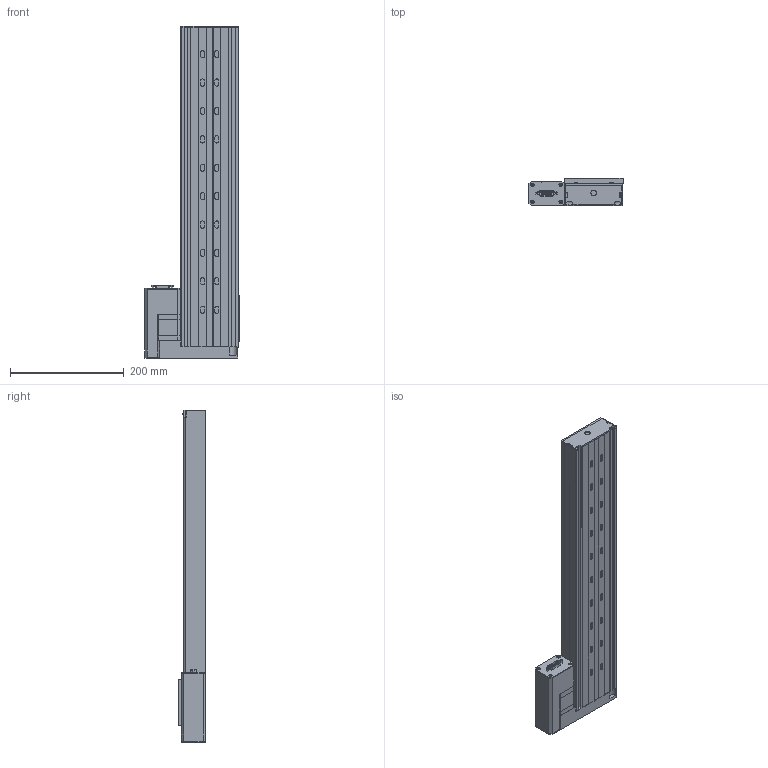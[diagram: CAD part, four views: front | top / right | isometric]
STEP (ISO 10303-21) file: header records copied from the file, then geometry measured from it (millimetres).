
FILE_DESCRIPTION (( 'STEP AP203' ), '1' );
FILE_NAME ('LRQ450xP-E01CT3A.step', '2023-05-17T23:48:59', ( '' ), ( '' ), 'SwSTEP 2.0', 'SolidWorks 2019', '' );
FILE_SCHEMA (( 'CONFIG_CONTROL_DESIGN' ));
Length unit declared in the file: millimetre
Products named in the file (4): NMS17_motor^LRQ_LRQ-T3A; LRQ450xP-E01CT3A; LRQ_carriage^LRQ_LRQ-C; LRQ_base^LRQ_LRQ450P-C
Assembly tree (3 placements, depth 2):
  LRQ450xP-E01CT3A
    LRQ_base^LRQ_LRQ450P-C
    LRQ_carriage^LRQ_LRQ-C
    NMS17_motor^LRQ_LRQ-T3A
Bounding box: 165.75 x 48 x 584.8 mm (x, y, z)
Volume: 1370143.5 mm3; surface area: 600897.8 mm2
Topology: 28 solids, 28 shells, 839 faces, 2150 edges, 1421 vertices
Faces by surface type: plane 502, cylinder 299, cone 26, torus 8, sphere 4
Entity records: 26125 total; most frequent: CARTESIAN_POINT 4720, DIRECTION 4445, ORIENTED_EDGE 4268, EDGE_CURVE 2134, AXIS2_PLACEMENT_3D 1506, LINE 1433, VECTOR 1433, VERTEX_POINT 1417
